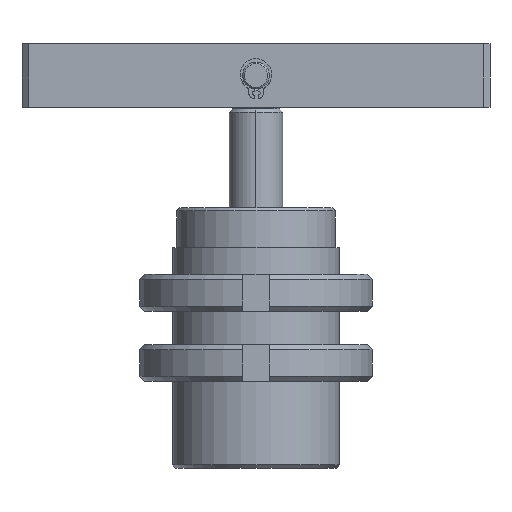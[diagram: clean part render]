
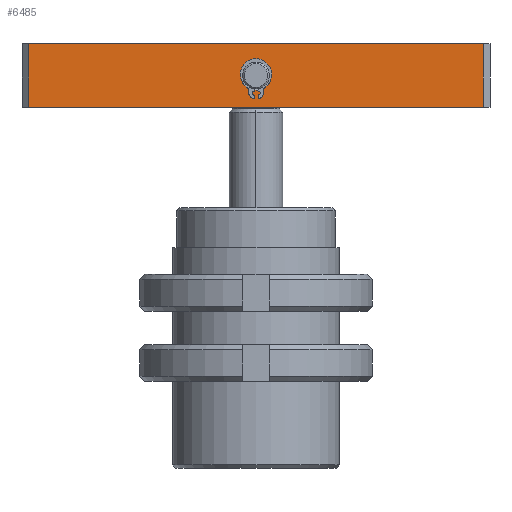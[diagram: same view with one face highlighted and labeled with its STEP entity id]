
A CAD part, front view. The second image highlights one B-rep face of the part: STEP entity #6485.
In plain terms, the highlighted face is planar.
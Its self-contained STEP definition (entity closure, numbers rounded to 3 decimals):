
#18 = DIRECTION ( 'NONE',  ( 1., 0., 0. ) ) ;
#19 = DIRECTION ( 'NONE',  ( 0., 0., 1. ) ) ;
#20 = CARTESIAN_POINT ( 'NONE',  ( 0., 0., -9.5 ) ) ;
#64 = DIRECTION ( 'NONE',  ( 0., -1., 0. ) ) ;
#66 = DIRECTION ( 'NONE',  ( 1., 0., 0. ) ) ;
#67 = DIRECTION ( 'NONE',  ( 0., 0., 1. ) ) ;
#68 = CARTESIAN_POINT ( 'NONE',  ( 0., 0., -9.5 ) ) ;
#71 = CARTESIAN_POINT ( 'NONE',  ( 68., 9.5, -9.5 ) ) ;
#84 = DIRECTION ( 'NONE',  ( -1., 0., 0. ) ) ;
#85 = CARTESIAN_POINT ( 'NONE',  ( -70., -9.5, -9.5 ) ) ;
#88 = DIRECTION ( 'NONE',  ( -1., 0., 0. ) ) ;
#89 = DIRECTION ( 'NONE',  ( 0., 1., 0. ) ) ;
#91 = CARTESIAN_POINT ( 'NONE',  ( -68., 9.5, -9.5 ) ) ;
#97 = CARTESIAN_POINT ( 'NONE',  ( -70., 9.5, -9.5 ) ) ;
#320 = CARTESIAN_POINT ( 'NONE',  ( -4.5, 0., -9.5 ) ) ;
#321 = CARTESIAN_POINT ( 'NONE',  ( 4.5, 0., -9.5 ) ) ;
#373 = CARTESIAN_POINT ( 'NONE',  ( 68., 9.5, -9.5 ) ) ;
#382 = CARTESIAN_POINT ( 'NONE',  ( -68., 9.5, -9.5 ) ) ;
#497 = LINE ( 'NONE', #71, #530 ) ;
#530 = VECTOR ( 'NONE', #64, 1000. ) ;
#554 = CIRCLE ( 'NONE', #2606, 4.5 ) ;
#646 = VECTOR ( 'NONE', #84, 1000. ) ;
#656 = LINE ( 'NONE', #85, #646 ) ;
#677 = VECTOR ( 'NONE', #88, 1000. ) ;
#685 = EDGE_CURVE ( 'NONE', #5200, #3752, #4124, .T. ) ;
#691 = EDGE_CURVE ( 'NONE', #3761, #3752, #4126, .T. ) ;
#697 = EDGE_CURVE ( 'NONE', #5181, #5200, #656, .T. ) ;
#715 = EDGE_CURVE ( 'NONE', #3811, #3812, #716, .T. ) ;
#716 = CIRCLE ( 'NONE', #2602, 4.5 ) ;
#724 = EDGE_CURVE ( 'NONE', #3761, #5181, #497, .T. ) ;
#888 = EDGE_CURVE ( 'NONE', #3812, #3811, #554, .T. ) ;
#1841 = AXIS2_PLACEMENT_3D ( 'NONE', #3042, #3048, #3049 ) ;
#2602 = AXIS2_PLACEMENT_3D ( 'NONE', #68, #67, #66 ) ;
#2606 = AXIS2_PLACEMENT_3D ( 'NONE', #20, #19, #18 ) ;
#3042 = CARTESIAN_POINT ( 'NONE',  ( -70., 9.5, -9.5 ) ) ;
#3043 = PLANE ( 'NONE',  #1841 ) ;
#3048 = DIRECTION ( 'NONE',  ( 0., 0., 1. ) ) ;
#3049 = DIRECTION ( 'NONE',  ( 1., 0., 0. ) ) ;
#3657 = FACE_OUTER_BOUND ( 'NONE', #4250, .T. ) ;
#3661 = FACE_BOUND ( 'NONE', #4251, .T. ) ;
#3752 = VERTEX_POINT ( 'NONE', #382 ) ;
#3761 = VERTEX_POINT ( 'NONE', #373 ) ;
#3811 = VERTEX_POINT ( 'NONE', #321 ) ;
#3812 = VERTEX_POINT ( 'NONE', #320 ) ;
#4121 = VECTOR ( 'NONE', #89, 1000. ) ;
#4124 = LINE ( 'NONE', #91, #4121 ) ;
#4126 = LINE ( 'NONE', #97, #677 ) ;
#4250 = EDGE_LOOP ( 'NONE', ( #4794, #4793, #4792, #4791 ) ) ;
#4251 = EDGE_LOOP ( 'NONE', ( #4796, #4795 ) ) ;
#4791 = ORIENTED_EDGE ( 'NONE', *, *, #685, .T. ) ;
#4792 = ORIENTED_EDGE ( 'NONE', *, *, #697, .T. ) ;
#4793 = ORIENTED_EDGE ( 'NONE', *, *, #724, .T. ) ;
#4794 = ORIENTED_EDGE ( 'NONE', *, *, #691, .F. ) ;
#4795 = ORIENTED_EDGE ( 'NONE', *, *, #715, .T. ) ;
#4796 = ORIENTED_EDGE ( 'NONE', *, *, #888, .T. ) ;
#5181 = VERTEX_POINT ( 'NONE', #5271 ) ;
#5200 = VERTEX_POINT ( 'NONE', #5286 ) ;
#5271 = CARTESIAN_POINT ( 'NONE',  ( 68., -9.5, -9.5 ) ) ;
#5286 = CARTESIAN_POINT ( 'NONE',  ( -68., -9.5, -9.5 ) ) ;
#6485 = ADVANCED_FACE ( 'NONE', ( #3661, #3657 ), #3043, .F. ) ;
